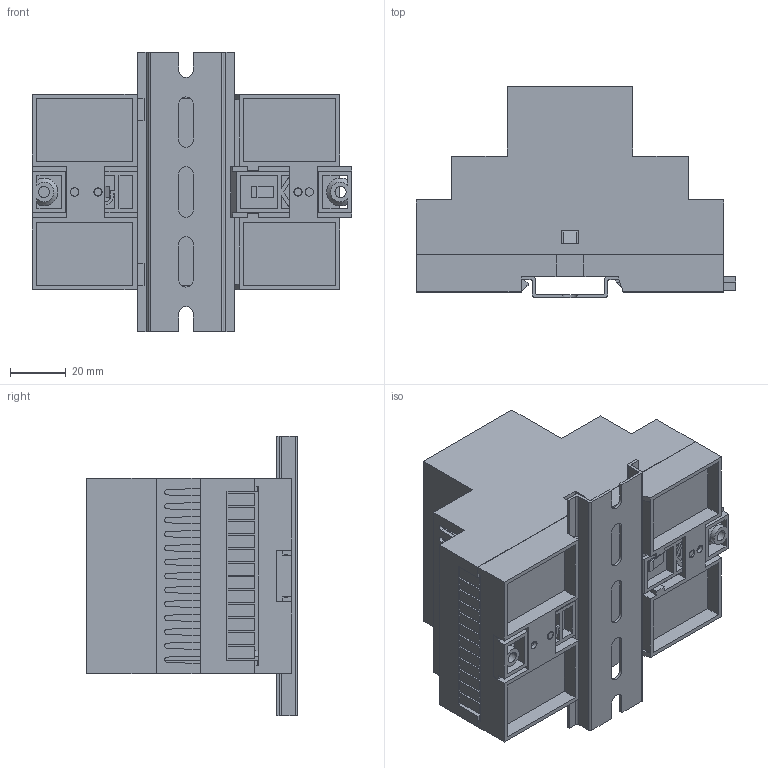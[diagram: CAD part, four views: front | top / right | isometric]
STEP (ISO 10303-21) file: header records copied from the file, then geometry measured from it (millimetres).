
FILE_DESCRIPTION (( 'STEP AP214' ), '1' );
FILE_NAME ('MD-70-01.STEP', '2022-01-24T10:50:23', ( '' ), ( '' ), 'SwSTEP 2.0', 'SolidWorks 2017', '' );
FILE_SCHEMA (( 'AUTOMOTIVE_DESIGN' ));
Length unit declared in the file: millimetre
Products named in the file (20): Clip-Big; Horizontal PCB; Vertical PCB; Rail-35; Clip-Small; Base plate - MDB-70; Base PCB-MDP-70-01; TopCover - MDC-70; Screw-small; MD-70-01
Assembly tree (10 placements, depth 2):
  Clip-Big
  Horizontal PCB
  Vertical PCB
  Rail-35
  Clip-Small
Bounding box: 114.3 x 75.55 x 100 mm (x, y, z)
Volume: 84398.5 mm3; surface area: 122530.4 mm2
Topology: 10 solids, 10 shells, 1213 faces, 3738 edges, 2442 vertices
Faces by surface type: plane 848, cylinder 339, cone 20, torus 6
Entity records: 41831 total; most frequent: CARTESIAN_POINT 7360, ORIENTED_EDGE 7326, DIRECTION 6857, EDGE_CURVE 3663, LINE 2809, VECTOR 2809, VERTEX_POINT 2395, AXIS2_PLACEMENT_3D 2024
